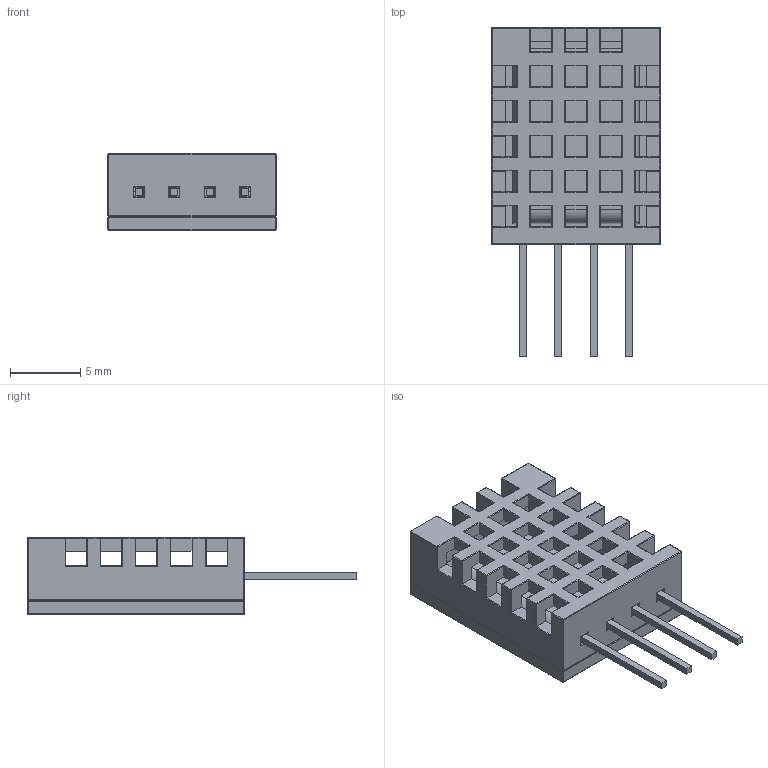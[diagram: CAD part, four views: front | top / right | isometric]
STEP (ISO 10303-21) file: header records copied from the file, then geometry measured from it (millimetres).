
FILE_DESCRIPTION(/* description */ ('STEP AP203'),/* implementation_level */ '2;1');
FILE_NAME(/* name */ 'DHT11.stp',/* time_stamp */ '2023-02-19T00:35:23+03:00',/* author */ ('Tasya'),/* organization */ (''),/* preprocessor_version */ 'ST-DEVELOPER v18.1',/* originating_system */ 'Autodesk Inventor 2021',/* authorisation */ '');
FILE_SCHEMA (('AUTOMOTIVE_DESIGN { 1 0 10303 214 3 1 1 }'));
Length unit declared in the file: millimetre
Products named in the file (1): DHT11
Bounding box: 12 x 23.5 x 5.5 mm (x, y, z)
Volume: 684.2 mm3; surface area: 1374.6 mm2
Topology: 6 solids, 6 shells, 411 faces, 1053 edges, 588 vertices
Faces by surface type: cylinder 195, plane 174, sphere 42
Entity records: 11970 total; most frequent: DIRECTION 2093, ORIENTED_EDGE 2022, CARTESIAN_POINT 2011, EDGE_CURVE 1011, LINE 753, VECTOR 753, AXIS2_PLACEMENT_3D 670, VERTEX_POINT 588
